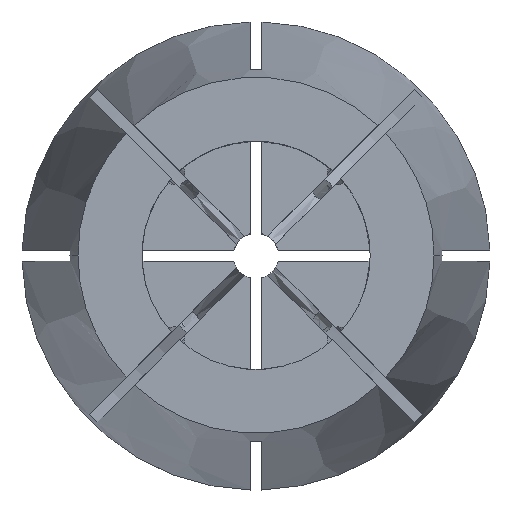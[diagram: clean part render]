
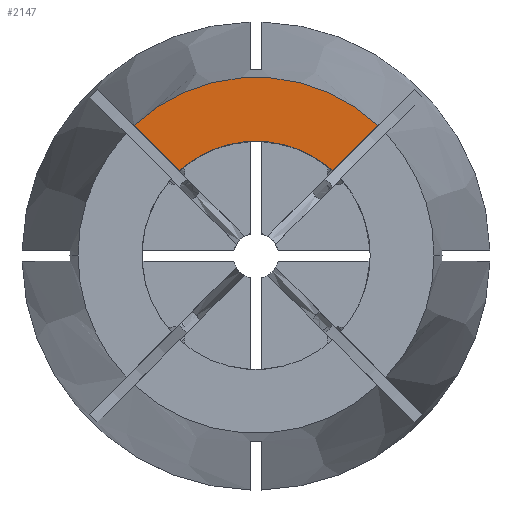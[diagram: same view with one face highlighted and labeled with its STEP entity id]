
A CAD part, top view. The second image highlights one B-rep face of the part: STEP entity #2147.
In plain terms, the highlighted planar face has unit normal (0, 0, 1).
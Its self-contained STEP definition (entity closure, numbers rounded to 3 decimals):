
#21 = AXIS2_PLACEMENT_3D ( 'NONE', #1416, #885, #1145 ) ;
#81 = VECTOR ( 'NONE', #777, 1000. ) ;
#127 = CARTESIAN_POINT ( 'NONE',  ( 0.354, 0.354, 0. ) ) ;
#151 = VERTEX_POINT ( 'NONE', #326 ) ;
#177 = CARTESIAN_POINT ( 'NONE',  ( 0., 0., 0. ) ) ;
#326 = CARTESIAN_POINT ( 'NONE',  ( -10.668, 11.376, 0. ) ) ;
#777 = DIRECTION ( 'NONE',  ( 0.707, -0.707, 0. ) ) ;
#885 = DIRECTION ( 'NONE',  ( 0., 0., -1. ) ) ;
#1122 = PLANE ( 'NONE',  #21 ) ;
#1145 = DIRECTION ( 'NONE',  ( -1., 0., 0. ) ) ;
#1303 = EDGE_CURVE ( 'NONE', #3812, #151, #3131, .T. ) ;
#1348 = EDGE_CURVE ( 'NONE', #1914, #3704, #2232, .T. ) ;
#1371 = VECTOR ( 'NONE', #2352, 1000. ) ;
#1416 = CARTESIAN_POINT ( 'NONE',  ( 0., 0., 0. ) ) ;
#1622 = ORIENTED_EDGE ( 'NONE', *, *, #1348, .F. ) ;
#1914 = VERTEX_POINT ( 'NONE', #2742 ) ;
#2069 = DIRECTION ( 'NONE',  ( 0., 0., 1. ) ) ;
#2106 = AXIS2_PLACEMENT_3D ( 'NONE', #177, #2894, #2743 ) ;
#2147 = ADVANCED_FACE ( 'NONE', ( #2319 ), #1122, .F. ) ;
#2155 = EDGE_CURVE ( 'NONE', #1914, #3812, #3659, .T. ) ;
#2196 = ORIENTED_EDGE ( 'NONE', *, *, #2155, .T. ) ;
#2232 = CIRCLE ( 'NONE', #2930, 10. ) ;
#2319 = FACE_OUTER_BOUND ( 'NONE', #2498, .T. ) ;
#2352 = DIRECTION ( 'NONE',  ( 0.707, 0.707, 0. ) ) ;
#2364 = LINE ( 'NONE', #127, #81 ) ;
#2391 = EDGE_CURVE ( 'NONE', #151, #3704, #2364, .T. ) ;
#2498 = EDGE_LOOP ( 'NONE', ( #1622, #2196, #2588, #3772 ) ) ;
#2522 = CARTESIAN_POINT ( 'NONE',  ( 0., 0., 0. ) ) ;
#2588 = ORIENTED_EDGE ( 'NONE', *, *, #1303, .T. ) ;
#2590 = CARTESIAN_POINT ( 'NONE',  ( -0.354, 0.354, 0. ) ) ;
#2716 = CARTESIAN_POINT ( 'NONE',  ( 10.668, 11.376, 0. ) ) ;
#2742 = CARTESIAN_POINT ( 'NONE',  ( 6.709, 7.416, 0. ) ) ;
#2743 = DIRECTION ( 'NONE',  ( 1., 0., 0. ) ) ;
#2894 = DIRECTION ( 'NONE',  ( 0., 0., 1. ) ) ;
#2930 = AXIS2_PLACEMENT_3D ( 'NONE', #2522, #2069, #3497 ) ;
#3131 = CIRCLE ( 'NONE', #2106, 15.595 ) ;
#3497 = DIRECTION ( 'NONE',  ( 1., 0., 0. ) ) ;
#3652 = CARTESIAN_POINT ( 'NONE',  ( -6.709, 7.416, 0. ) ) ;
#3659 = LINE ( 'NONE', #2590, #1371 ) ;
#3704 = VERTEX_POINT ( 'NONE', #3652 ) ;
#3772 = ORIENTED_EDGE ( 'NONE', *, *, #2391, .T. ) ;
#3812 = VERTEX_POINT ( 'NONE', #2716 ) ;
